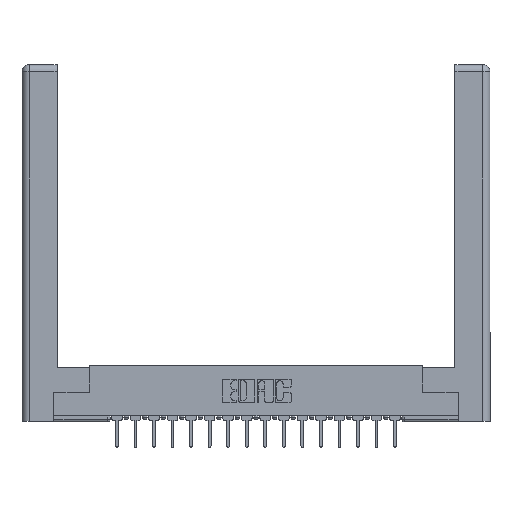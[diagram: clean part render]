
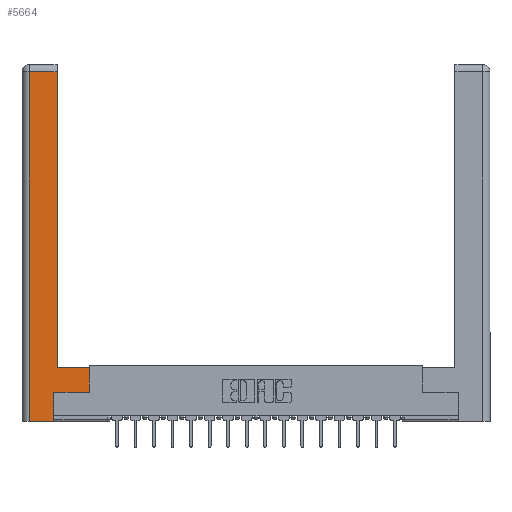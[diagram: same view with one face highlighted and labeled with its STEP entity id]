
A CAD part, top view. The second image highlights one B-rep face of the part: STEP entity #5664.
In plain terms, the highlighted planar face has unit normal (0, 0, 1).
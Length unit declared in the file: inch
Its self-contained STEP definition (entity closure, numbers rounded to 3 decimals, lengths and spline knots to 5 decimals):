
#1048 = LINE ( 'NONE', #10170, #4638 ) ;
#1709 = CARTESIAN_POINT ( 'NONE',  ( 0.0615, 2.94, 0. ) ) ;
#2331 = DIRECTION ( 'NONE',  ( 0., 0., -1. ) ) ;
#2579 = DIRECTION ( 'NONE',  ( 0., 1., 0. ) ) ;
#2680 = VECTOR ( 'NONE', #10946, 39.37008 ) ;
#2713 = CARTESIAN_POINT ( 'NONE',  ( 0.295, 0.45, 0. ) ) ;
#3204 = ORIENTED_EDGE ( 'NONE', *, *, #15317, .T. ) ;
#3474 = EDGE_CURVE ( 'NONE', #19253, #12103, #9744, .T. ) ;
#3643 = CARTESIAN_POINT ( 'NONE',  ( 0.265, 0., 0. ) ) ;
#3834 = DIRECTION ( 'NONE',  ( 0., -1., 0. ) ) ;
#4198 = DIRECTION ( 'NONE',  ( -1., 0., 0. ) ) ;
#4612 = EDGE_CURVE ( 'NONE', #14213, #17509, #6648, .T. ) ;
#4638 = VECTOR ( 'NONE', #2579, 39.37008 ) ;
#4742 = CARTESIAN_POINT ( 'NONE',  ( 0.295, 3., 0. ) ) ;
#4918 = ORIENTED_EDGE ( 'NONE', *, *, #14366, .T. ) ;
#5664 = ADVANCED_FACE ( 'NONE', ( #8941 ), #17375, .F. ) ;
#6037 = DIRECTION ( 'NONE',  ( 1., 0., 0. ) ) ;
#6429 = AXIS2_PLACEMENT_3D ( 'NONE', #11818, #2331, #16268 ) ;
#6553 = VECTOR ( 'NONE', #18717, 39.37008 ) ;
#6648 = LINE ( 'NONE', #8997, #11599 ) ;
#7175 = CARTESIAN_POINT ( 'NONE',  ( 0.265, 0.245, 0. ) ) ;
#7775 = DIRECTION ( 'NONE',  ( 0., 1., 0. ) ) ;
#7855 = VECTOR ( 'NONE', #12125, 39.37008 ) ;
#7947 = VECTOR ( 'NONE', #7775, 39.37008 ) ;
#8377 = LINE ( 'NONE', #15683, #2680 ) ;
#8398 = ORIENTED_EDGE ( 'NONE', *, *, #3474, .T. ) ;
#8941 = FACE_OUTER_BOUND ( 'NONE', #10532, .T. ) ;
#8997 = CARTESIAN_POINT ( 'NONE',  ( 0.565, 0.245, 0. ) ) ;
#9280 = VERTEX_POINT ( 'NONE', #19363 ) ;
#9391 = LINE ( 'NONE', #3643, #6553 ) ;
#9507 = EDGE_CURVE ( 'NONE', #12103, #16088, #13462, .T. ) ;
#9604 = LINE ( 'NONE', #4742, #7947 ) ;
#9609 = CARTESIAN_POINT ( 'NONE',  ( 0.0615, 2.94, 0. ) ) ;
#9744 = LINE ( 'NONE', #1709, #7855 ) ;
#10170 = CARTESIAN_POINT ( 'NONE',  ( 0.565, 0.45, 0. ) ) ;
#10527 = LINE ( 'NONE', #2713, #19204 ) ;
#10532 = EDGE_LOOP ( 'NONE', ( #4918, #8398, #16013, #12366, #3204, #17653, #15621, #15611 ) ) ;
#10882 = CARTESIAN_POINT ( 'NONE',  ( 0.565, 0.245, 0. ) ) ;
#10946 = DIRECTION ( 'NONE',  ( 0., 1., 0. ) ) ;
#11352 = EDGE_CURVE ( 'NONE', #16088, #11706, #9391, .T. ) ;
#11421 = CARTESIAN_POINT ( 'NONE',  ( 0.0615, 0., 0. ) ) ;
#11599 = VECTOR ( 'NONE', #6037, 39.37008 ) ;
#11706 = VERTEX_POINT ( 'NONE', #12359 ) ;
#11726 = VERTEX_POINT ( 'NONE', #13723 ) ;
#11818 = CARTESIAN_POINT ( 'NONE',  ( 0., 0., 0. ) ) ;
#12103 = VERTEX_POINT ( 'NONE', #9609 ) ;
#12125 = DIRECTION ( 'NONE',  ( -1., 0., 0. ) ) ;
#12359 = CARTESIAN_POINT ( 'NONE',  ( 0.265, 0., 0. ) ) ;
#12366 = ORIENTED_EDGE ( 'NONE', *, *, #11352, .T. ) ;
#12949 = CARTESIAN_POINT ( 'NONE',  ( 0.0615, 0., 0. ) ) ;
#13239 = CARTESIAN_POINT ( 'NONE',  ( 0.295, 2.94, 0. ) ) ;
#13462 = LINE ( 'NONE', #11421, #15361 ) ;
#13723 = CARTESIAN_POINT ( 'NONE',  ( 0.295, 0.45, 0. ) ) ;
#14213 = VERTEX_POINT ( 'NONE', #7175 ) ;
#14366 = EDGE_CURVE ( 'NONE', #11726, #19253, #9604, .T. ) ;
#14744 = EDGE_CURVE ( 'NONE', #17509, #9280, #1048, .T. ) ;
#15317 = EDGE_CURVE ( 'NONE', #11706, #14213, #8377, .T. ) ;
#15361 = VECTOR ( 'NONE', #3834, 39.37008 ) ;
#15611 = ORIENTED_EDGE ( 'NONE', *, *, #17917, .T. ) ;
#15621 = ORIENTED_EDGE ( 'NONE', *, *, #14744, .T. ) ;
#15683 = CARTESIAN_POINT ( 'NONE',  ( 0.265, 0.245, 0. ) ) ;
#16013 = ORIENTED_EDGE ( 'NONE', *, *, #9507, .T. ) ;
#16088 = VERTEX_POINT ( 'NONE', #12949 ) ;
#16268 = DIRECTION ( 'NONE',  ( -1., 0., 0. ) ) ;
#17375 = PLANE ( 'NONE',  #6429 ) ;
#17509 = VERTEX_POINT ( 'NONE', #10882 ) ;
#17653 = ORIENTED_EDGE ( 'NONE', *, *, #4612, .T. ) ;
#17917 = EDGE_CURVE ( 'NONE', #9280, #11726, #10527, .T. ) ;
#18717 = DIRECTION ( 'NONE',  ( 1., 0., 0. ) ) ;
#19204 = VECTOR ( 'NONE', #4198, 39.37008 ) ;
#19253 = VERTEX_POINT ( 'NONE', #13239 ) ;
#19363 = CARTESIAN_POINT ( 'NONE',  ( 0.565, 0.45, 0. ) ) ;
